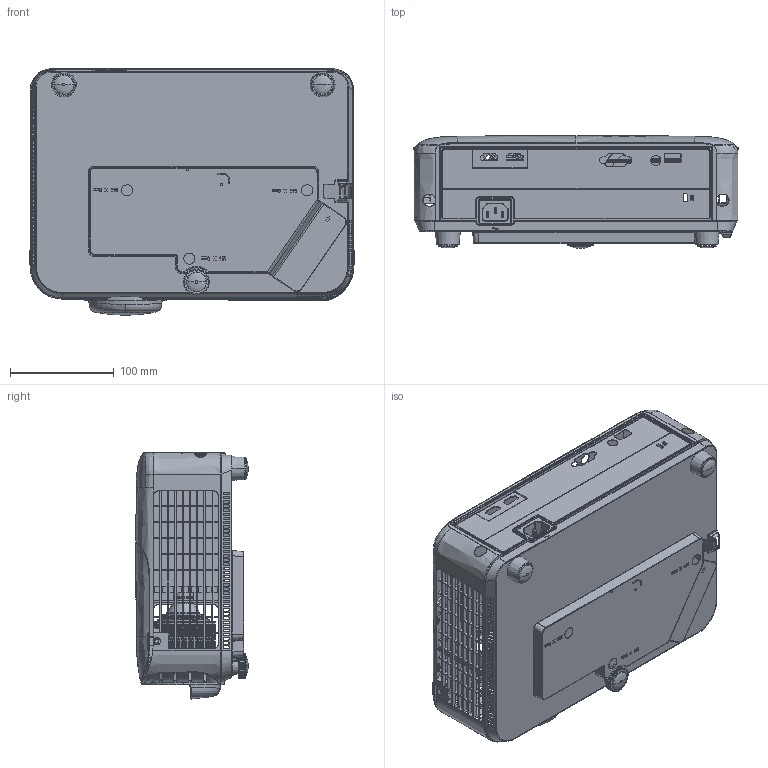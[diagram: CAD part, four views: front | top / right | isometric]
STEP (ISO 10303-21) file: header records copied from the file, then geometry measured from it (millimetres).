
FILE_DESCRIPTION((''),'2;1');
FILE_NAME('CASE_PX701-4K_ASM','2020-08-18T',('ChenPet'),(''),'PRO/ENGINEER BY PARAMETRIC TECHNOLOGY CORPORATION, 2009440','PRO/ENGINEER BY PARAMETRIC TECHNOLOGY CORPORATION, 2009440','');
FILE_SCHEMA(('CONFIG_CONTROL_DESIGN'));
Products named in the file (187): 4B48A06002_COVER_BLOCK-20200328; 000_UC_6K48A11011_ASM_17_ASM_ASM; 000_ASSY_HOUSING_HARRIER_ASM_10_ASM; 0000_ASSY_SYSTEM_HARRIER_ASM_20_ASM; 0000_ASSY_SYSTEM_HARRIER_ASM_AS_ASM; PX701-4K_ASM; RING_FOCUS_M05_1_1; RING_ZOOM_M05_1_1; PRT0067_1_1; M05TELE_FOV_1215_ASM_1_ASM_ASM__ASM; M05WIDE_FOV_1215_ASM_1_ASM_ASM__ASM; ASSY_PL_M05_1215_ASM_1_ASM_ASM__ASM; 0_ASSY_N_ENG_OP_COM_3SL_V24_ASM_ASM; 00_ASSY_N_ENG_ASM_1_ASM_ASM_1_ASM; HUAJIE_ZJG_2B_90014_031_1_1; 000_ASSY_POWER_BD_N-ENG_ASM_1_A_ASM; 4G_PAD_FOOT_REAR_1_1; ASM0049_ASM_ASM_1_ASM; 0000_ASSY_SYSTEM_EAGLE_N-ENG_AS_ASM; 4B48A01001_LAMP-DOOR_HARRIER_21; HOUSING_ASM_1_ASM_ASM; HOUSING_ASM_ASM_ASM; CASE_VS_HARRIER_20180329_ASM_1_ASM; PRT0146; PRT0147; ASM0033_ASM; ASM0032_ASM; ASM0031_ASM; ASM0003_ASM; ASM0002_ASM; ASM0001_ASM; M07_ASM_1_ASM_1_ASM_1_ASM; M07_ASM_ASM_1_ASM_1_ASM; CASE_M07_ASM_ASM_ASM_1_ASM; ZZZ_ASM; MANIFOLD_SOLID_BREP_1324; MANIFOLD_SOLID_BREP_3746; MANIFOLD_SOLID_BREP_13986; MANIFOLD_SOLID_BREP_14417; MANIFOLD_SOLID_BREP_14782 ...
Assembly tree (188 placements, depth 9):
  CASE_PX701-4K_ASM
    PX701-4K_ASM
      0000_ASSY_SYSTEM_HARRIER_ASM_AS_ASM
        0000_ASSY_SYSTEM_HARRIER_ASM_20_ASM
          000_ASSY_HOUSING_HARRIER_ASM_10_ASM
            000_UC_6K48A11011_ASM_17_ASM_ASM
              4B48A06002_COVER_BLOCK-20200328
    CASE_VS_HARRIER_20180329_ASM_1_ASM
      0000_ASSY_SYSTEM_EAGLE_N-ENG_AS_ASM
        ASM0049_ASM_ASM_1_ASM
          00_ASSY_N_ENG_ASM_1_ASM_ASM_1_ASM
            0_ASSY_N_ENG_OP_COM_3SL_V24_ASM_ASM
              ASSY_PL_M05_1215_ASM_1_ASM_ASM__ASM
                RING_FOCUS_M05_1_1
                RING_ZOOM_M05_1_1  x3
                M05TELE_FOV_1215_ASM_1_ASM_ASM__ASM
                  PRT0067_1_1
                M05WIDE_FOV_1215_ASM_1_ASM_ASM__ASM
          000_ASSY_POWER_BD_N-ENG_ASM_1_A_ASM
            HUAJIE_ZJG_2B_90014_031_1_1
          4G_PAD_FOOT_REAR_1_1
      HOUSING_ASM_ASM_ASM
        HOUSING_ASM_1_ASM_ASM
          4B48A01001_LAMP-DOOR_HARRIER_21
    ASM0001_ASM
      ASM0002_ASM
        ASM0003_ASM
          ASM0031_ASM
            ASM0032_ASM
              ASM0033_ASM
                PRT0146
                PRT0147
    ZZZ_ASM
      CASE_M07_ASM_ASM_ASM_1_ASM
        M07_ASM_ASM_1_ASM_1_ASM
          M07_ASM_1_ASM_1_ASM_1_ASM
    ASM0034_ASM
      3J48A01001_LC_HARRIER_NEW_106_3_ASM
        MANIFOLD_SOLID_BREP_1324
        MANIFOLD_SOLID_BREP_3746
        MANIFOLD_SOLID_BREP_13986
        MANIFOLD_SOLID_BREP_14417
        MANIFOLD_SOLID_BREP_14782
        MANIFOLD_SOLID_BREP_15932
        MANIFOLD_SOLID_BREP_16312
        MANIFOLD_SOLID_BREP_48419
        MANIFOLD_SOLID_BREP_60583
        MANIFOLD_SOLID_BREP_63788
        MANIFOLD_SOLID_BREP_65198
        MANIFOLD_SOLID_BREP_65656
        MANIFOLD_SOLID_BREP_65842
        MANIFOLD_SOLID_BREP_66606
        MANIFOLD_SOLID_BREP_66950
        MANIFOLD_SOLID_BREP_67234
        MANIFOLD_SOLID_BREP_68062
    ASM0035_ASM
      COVER_1_1_4_ASM
        MANIFOLD_SOLID_BREP_162
    ASM0037_ASM
      ASM0038_ASM
Bounding box: 314.02 x 108.37 x 237.29 mm (x, y, z)
Volume: 351479.5 mm3; surface area: 587665.2 mm2
Topology: 156 solids, 162 shells, 6180 faces, 16536 edges, 10697 vertices
Faces by surface type: plane 3619, cylinder 917, bspline 866, extrusion 470, cone 146, torus 134, sphere 16, revolution 12
Entity records: 242317 total; most frequent: CARTESIAN_POINT 105781, ORIENTED_EDGE 30182, DIRECTION 23141, EDGE_CURVE 15091, VERTEX_POINT 9757, VECTOR 9599, LINE 9129, AXIS2_PLACEMENT_3D 6765
